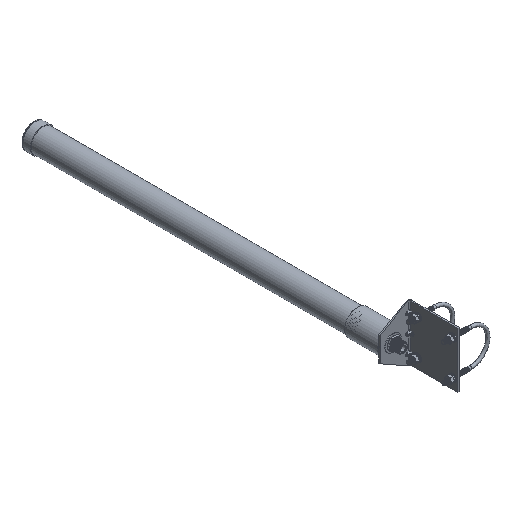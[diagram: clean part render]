
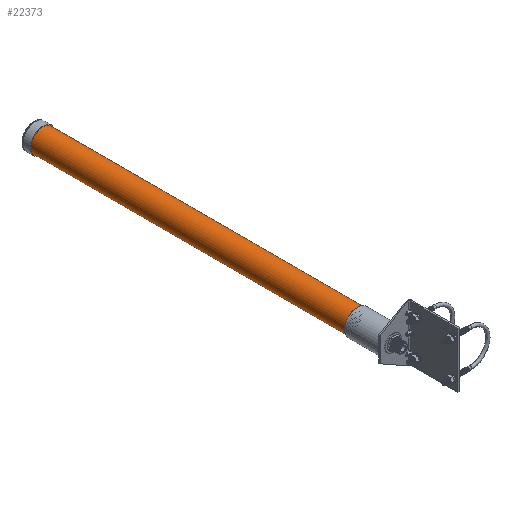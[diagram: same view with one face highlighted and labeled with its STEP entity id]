
A CAD part, isometric view. The second image highlights one B-rep face of the part: STEP entity #22373.
In plain terms, the highlighted cylindrical face has radius 19 mm (diameter 38 mm), a full revolution.
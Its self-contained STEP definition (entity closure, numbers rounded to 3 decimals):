
#4586 = CARTESIAN_POINT ( 'NONE',  ( 0., 0., 0. ) ) ;
#4918 = FACE_OUTER_BOUND ( 'NONE', #20317, .T. ) ;
#8137 = EDGE_LOOP ( 'NONE', ( #21469 ) ) ;
#9227 = CARTESIAN_POINT ( 'NONE',  ( 0., 0., 0. ) ) ;
#10590 = FACE_OUTER_BOUND ( 'NONE', #8137, .T. ) ;
#12601 = CARTESIAN_POINT ( 'NONE',  ( 0., 558., 0. ) ) ;
#16248 = CARTESIAN_POINT ( 'NONE',  ( 0., 0., 19. ) ) ;
#18976 = CIRCLE ( 'NONE', #21115, 19. ) ;
#19950 = DIRECTION ( 'NONE',  ( 0., 1., 0. ) ) ;
#20317 = EDGE_LOOP ( 'NONE', ( #65745 ) ) ;
#20621 = VERTEX_POINT ( 'NONE', #16248 ) ;
#21115 = AXIS2_PLACEMENT_3D ( 'NONE', #9227, #28999, #23266 ) ;
#21469 = ORIENTED_EDGE ( 'NONE', *, *, #33872, .T. ) ;
#22373 = ADVANCED_FACE ( 'NONE', ( #4918, #10590 ), #25968, .T. ) ;
#23266 = DIRECTION ( 'NONE',  ( 0., 0., 1. ) ) ;
#25968 = CYLINDRICAL_SURFACE ( 'NONE', #51009, 19. ) ;
#28999 = DIRECTION ( 'NONE',  ( 0., 1., 0. ) ) ;
#33038 = DIRECTION ( 'NONE',  ( 0., 0., 1. ) ) ;
#33872 = EDGE_CURVE ( 'NONE', #20621, #20621, #18976, .T. ) ;
#38296 = VERTEX_POINT ( 'NONE', #62470 ) ;
#42244 = CIRCLE ( 'NONE', #50822, 19. ) ;
#50471 = DIRECTION ( 'NONE',  ( 0., 0., 1. ) ) ;
#50493 = EDGE_CURVE ( 'NONE', #38296, #38296, #42244, .T. ) ;
#50822 = AXIS2_PLACEMENT_3D ( 'NONE', #12601, #58816, #33038 ) ;
#51009 = AXIS2_PLACEMENT_3D ( 'NONE', #4586, #19950, #50471 ) ;
#58816 = DIRECTION ( 'NONE',  ( 0., -1., 0. ) ) ;
#62470 = CARTESIAN_POINT ( 'NONE',  ( 0., 558., 19. ) ) ;
#65745 = ORIENTED_EDGE ( 'NONE', *, *, #50493, .T. ) ;
